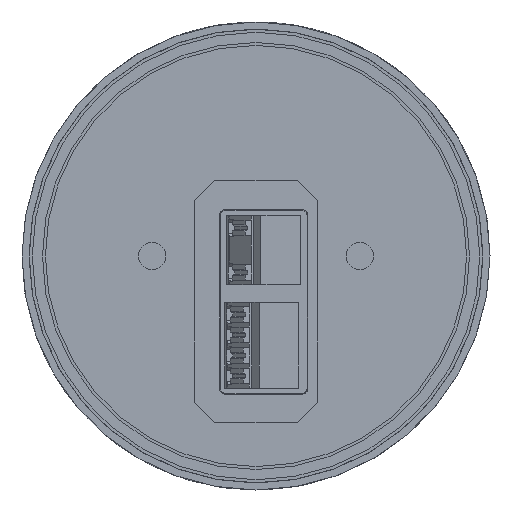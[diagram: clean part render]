
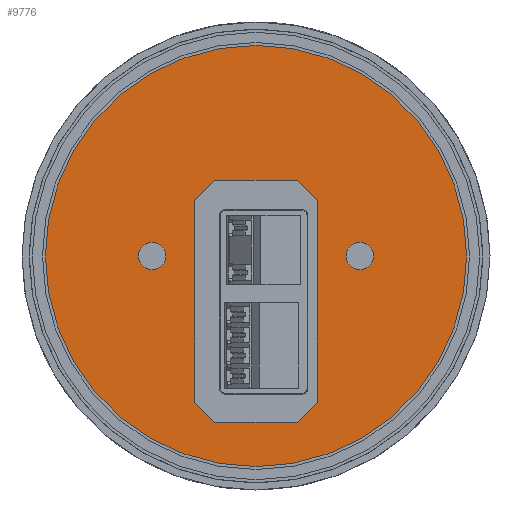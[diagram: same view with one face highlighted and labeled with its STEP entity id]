
A CAD part, front view. The second image highlights one B-rep face of the part: STEP entity #9776.
In plain terms, the highlighted planar face has unit normal (0, -1, 0).
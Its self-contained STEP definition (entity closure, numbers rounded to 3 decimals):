
#43 = CARTESIAN_POINT ( 'NONE',  ( -10.5, 0., -28.45 ) ) ;
#218 = EDGE_CURVE ( 'NONE', #6830, #290, #9717, .T. ) ;
#278 = ORIENTED_EDGE ( 'NONE', *, *, #733, .F. ) ;
#290 = VERTEX_POINT ( 'NONE', #6657 ) ;
#309 = LINE ( 'NONE', #8809, #4263 ) ;
#338 = VERTEX_POINT ( 'NONE', #1395 ) ;
#461 = EDGE_CURVE ( 'NONE', #5131, #6623, #9664, .T. ) ;
#535 = EDGE_CURVE ( 'NONE', #4994, #290, #3613, .T. ) ;
#608 = CARTESIAN_POINT ( 'NONE',  ( 10., 0., 10. ) ) ;
#648 = EDGE_CURVE ( 'NONE', #7069, #338, #8387, .T. ) ;
#699 = DIRECTION ( 'NONE',  ( 0.707, 0., -0.707 ) ) ;
#714 = EDGE_CURVE ( 'NONE', #9657, #9890, #6252, .T. ) ;
#733 = EDGE_CURVE ( 'NONE', #6830, #6140, #6904, .T. ) ;
#749 = CARTESIAN_POINT ( 'NONE',  ( 17.75, 0., 0. ) ) ;
#782 = AXIS2_PLACEMENT_3D ( 'NONE', #4069, #1804, #4926 ) ;
#854 = CARTESIAN_POINT ( 'NONE',  ( 10.5, 0., -25. ) ) ;
#934 = ORIENTED_EDGE ( 'NONE', *, *, #8180, .T. ) ;
#963 = FACE_BOUND ( 'NONE', #1892, .T. ) ;
#977 = EDGE_CURVE ( 'NONE', #4009, #5470, #3100, .T. ) ;
#1063 = FACE_OUTER_BOUND ( 'NONE', #6597, .T. ) ;
#1395 = CARTESIAN_POINT ( 'NONE',  ( 17.75, 0., -2.35 ) ) ;
#1534 = CARTESIAN_POINT ( 'NONE',  ( 0., 0., -36. ) ) ;
#1580 = CARTESIAN_POINT ( 'NONE',  ( 0., 0., 36. ) ) ;
#1775 = CARTESIAN_POINT ( 'NONE',  ( -7.05, 0., 12.95 ) ) ;
#1804 = DIRECTION ( 'NONE',  ( 0., 1., 0. ) ) ;
#1828 = VECTOR ( 'NONE', #8453, 1000. ) ;
#1843 = VECTOR ( 'NONE', #4336, 1000. ) ;
#1892 = EDGE_LOOP ( 'NONE', ( #9841, #3021 ) ) ;
#1907 = CARTESIAN_POINT ( 'NONE',  ( 10.5, 0., 9.5 ) ) ;
#1913 = LINE ( 'NONE', #9579, #1843 ) ;
#1962 = EDGE_CURVE ( 'NONE', #9657, #6140, #1913, .T. ) ;
#2152 = AXIS2_PLACEMENT_3D ( 'NONE', #749, #5510, #8498 ) ;
#2412 = EDGE_CURVE ( 'NONE', #9529, #7641, #309, .T. ) ;
#2428 = EDGE_CURVE ( 'NONE', #9529, #9890, #6663, .T. ) ;
#2455 = ORIENTED_EDGE ( 'NONE', *, *, #218, .T. ) ;
#2579 = CARTESIAN_POINT ( 'NONE',  ( -17.75, 0., 0. ) ) ;
#2716 = DIRECTION ( 'NONE',  ( 0., -1., 0. ) ) ;
#3021 = ORIENTED_EDGE ( 'NONE', *, *, #648, .F. ) ;
#3100 = CIRCLE ( 'NONE', #3909, 2.35 ) ;
#3187 = ORIENTED_EDGE ( 'NONE', *, *, #714, .F. ) ;
#3223 = DIRECTION ( 'NONE',  ( 0., -1., 0. ) ) ;
#3313 = AXIS2_PLACEMENT_3D ( 'NONE', #3417, #2716, #5030 ) ;
#3417 = CARTESIAN_POINT ( 'NONE',  ( 0., 0., 0. ) ) ;
#3431 = VECTOR ( 'NONE', #3950, 1000. ) ;
#3569 = ORIENTED_EDGE ( 'NONE', *, *, #2428, .T. ) ;
#3613 = LINE ( 'NONE', #6721, #6635 ) ;
#3689 = CARTESIAN_POINT ( 'NONE',  ( 17.75, 0., 2.35 ) ) ;
#3909 = AXIS2_PLACEMENT_3D ( 'NONE', #2579, #7791, #8683 ) ;
#3950 = DIRECTION ( 'NONE',  ( 0., 0., 1. ) ) ;
#4009 = VERTEX_POINT ( 'NONE', #8334 ) ;
#4020 = FACE_BOUND ( 'NONE', #5650, .T. ) ;
#4069 = CARTESIAN_POINT ( 'NONE',  ( 0., 0., 0. ) ) ;
#4220 = DIRECTION ( 'NONE',  ( -1., 0., 0. ) ) ;
#4263 = VECTOR ( 'NONE', #4220, 1000. ) ;
#4336 = DIRECTION ( 'NONE',  ( -0.707, 0., -0.707 ) ) ;
#4395 = CARTESIAN_POINT ( 'NONE',  ( -7.05, 0., -28.45 ) ) ;
#4771 = CIRCLE ( 'NONE', #6052, 2.35 ) ;
#4926 = DIRECTION ( 'NONE',  ( 1., 0., 0. ) ) ;
#4982 = CARTESIAN_POINT ( 'NONE',  ( 17.75, 0., 0. ) ) ;
#4994 = VERTEX_POINT ( 'NONE', #6405 ) ;
#5030 = DIRECTION ( 'NONE',  ( 0., 0., -1. ) ) ;
#5129 = EDGE_CURVE ( 'NONE', #4994, #7641, #5208, .T. ) ;
#5131 = VERTEX_POINT ( 'NONE', #1534 ) ;
#5141 = DIRECTION ( 'NONE',  ( 0., 0., -1. ) ) ;
#5163 = CARTESIAN_POINT ( 'NONE',  ( -10., 0., 10. ) ) ;
#5208 = LINE ( 'NONE', #5163, #9333 ) ;
#5353 = AXIS2_PLACEMENT_3D ( 'NONE', #6783, #9128, #5141 ) ;
#5470 = VERTEX_POINT ( 'NONE', #7785 ) ;
#5510 = DIRECTION ( 'NONE',  ( 0., -1., 0. ) ) ;
#5596 = CARTESIAN_POINT ( 'NONE',  ( -17.75, 0., 0. ) ) ;
#5639 = DIRECTION ( 'NONE',  ( 0., -1., 0. ) ) ;
#5642 = ORIENTED_EDGE ( 'NONE', *, *, #977, .F. ) ;
#5650 = EDGE_LOOP ( 'NONE', ( #3187, #5718, #278, #2455, #7868, #9235, #8974, #3569 ) ) ;
#5718 = ORIENTED_EDGE ( 'NONE', *, *, #1962, .T. ) ;
#5875 = DIRECTION ( 'NONE',  ( 0., 0., -1. ) ) ;
#6052 = AXIS2_PLACEMENT_3D ( 'NONE', #5596, #3223, #7080 ) ;
#6140 = VERTEX_POINT ( 'NONE', #8062 ) ;
#6222 = ORIENTED_EDGE ( 'NONE', *, *, #9346, .F. ) ;
#6252 = LINE ( 'NONE', #7646, #3431 ) ;
#6405 = CARTESIAN_POINT ( 'NONE',  ( -10.5, 0., 9.5 ) ) ;
#6597 = EDGE_LOOP ( 'NONE', ( #8482, #934 ) ) ;
#6609 = DIRECTION ( 'NONE',  ( -0.707, 0., 0.707 ) ) ;
#6623 = VERTEX_POINT ( 'NONE', #1580 ) ;
#6635 = VECTOR ( 'NONE', #5875, 1000. ) ;
#6657 = CARTESIAN_POINT ( 'NONE',  ( -10.5, 0., -25. ) ) ;
#6663 = LINE ( 'NONE', #608, #6815 ) ;
#6721 = CARTESIAN_POINT ( 'NONE',  ( -10.5, 0., 12.95 ) ) ;
#6783 = CARTESIAN_POINT ( 'NONE',  ( 0., 0., 0. ) ) ;
#6815 = VECTOR ( 'NONE', #699, 1000. ) ;
#6830 = VERTEX_POINT ( 'NONE', #4395 ) ;
#6843 = CIRCLE ( 'NONE', #8120, 2.35 ) ;
#6904 = LINE ( 'NONE', #43, #1828 ) ;
#7069 = VERTEX_POINT ( 'NONE', #3689 ) ;
#7080 = DIRECTION ( 'NONE',  ( 0., 0., -1. ) ) ;
#7363 = DIRECTION ( 'NONE',  ( 0.707, 0., 0.707 ) ) ;
#7620 = CIRCLE ( 'NONE', #3313, 36. ) ;
#7641 = VERTEX_POINT ( 'NONE', #1775 ) ;
#7646 = CARTESIAN_POINT ( 'NONE',  ( 10.5, 0., 12.95 ) ) ;
#7767 = PLANE ( 'NONE',  #782 ) ;
#7785 = CARTESIAN_POINT ( 'NONE',  ( -17.75, 0., -2.35 ) ) ;
#7791 = DIRECTION ( 'NONE',  ( 0., -1., 0. ) ) ;
#7868 = ORIENTED_EDGE ( 'NONE', *, *, #535, .F. ) ;
#8062 = CARTESIAN_POINT ( 'NONE',  ( 7.05, 0., -28.45 ) ) ;
#8120 = AXIS2_PLACEMENT_3D ( 'NONE', #4982, #5639, #8674 ) ;
#8180 = EDGE_CURVE ( 'NONE', #6623, #5131, #7620, .T. ) ;
#8271 = EDGE_LOOP ( 'NONE', ( #6222, #5642 ) ) ;
#8334 = CARTESIAN_POINT ( 'NONE',  ( -17.75, 0., 2.35 ) ) ;
#8387 = CIRCLE ( 'NONE', #2152, 2.35 ) ;
#8453 = DIRECTION ( 'NONE',  ( 1., 0., 0. ) ) ;
#8482 = ORIENTED_EDGE ( 'NONE', *, *, #461, .T. ) ;
#8498 = DIRECTION ( 'NONE',  ( 0., 0., -1. ) ) ;
#8663 = FACE_BOUND ( 'NONE', #8271, .T. ) ;
#8674 = DIRECTION ( 'NONE',  ( 0., 0., -1. ) ) ;
#8683 = DIRECTION ( 'NONE',  ( 0., 0., -1. ) ) ;
#8809 = CARTESIAN_POINT ( 'NONE',  ( -10.5, 0., 12.95 ) ) ;
#8951 = CARTESIAN_POINT ( 'NONE',  ( -17.75, 0., -17.75 ) ) ;
#8974 = ORIENTED_EDGE ( 'NONE', *, *, #2412, .F. ) ;
#9023 = CARTESIAN_POINT ( 'NONE',  ( 7.05, 0., 12.95 ) ) ;
#9128 = DIRECTION ( 'NONE',  ( 0., -1., 0. ) ) ;
#9235 = ORIENTED_EDGE ( 'NONE', *, *, #5129, .T. ) ;
#9333 = VECTOR ( 'NONE', #7363, 1000. ) ;
#9346 = EDGE_CURVE ( 'NONE', #5470, #4009, #4771, .T. ) ;
#9400 = EDGE_CURVE ( 'NONE', #338, #7069, #6843, .T. ) ;
#9529 = VERTEX_POINT ( 'NONE', #9023 ) ;
#9579 = CARTESIAN_POINT ( 'NONE',  ( 17.75, 0., -17.75 ) ) ;
#9657 = VERTEX_POINT ( 'NONE', #854 ) ;
#9664 = CIRCLE ( 'NONE', #5353, 36. ) ;
#9717 = LINE ( 'NONE', #8951, #9832 ) ;
#9776 = ADVANCED_FACE ( 'NONE', ( #8663, #963, #4020, #1063 ), #7767, .F. ) ;
#9832 = VECTOR ( 'NONE', #6609, 1000. ) ;
#9841 = ORIENTED_EDGE ( 'NONE', *, *, #9400, .F. ) ;
#9890 = VERTEX_POINT ( 'NONE', #1907 ) ;
